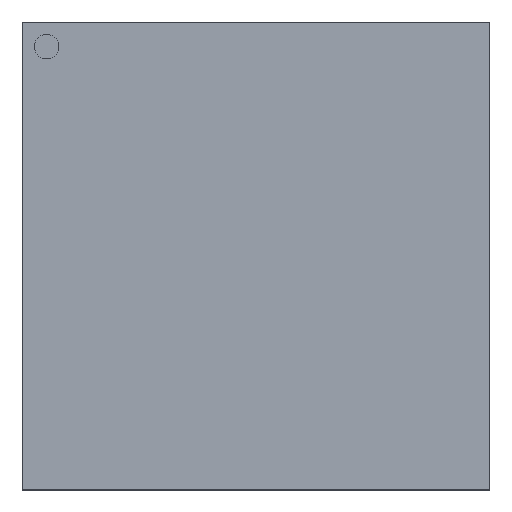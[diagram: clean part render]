
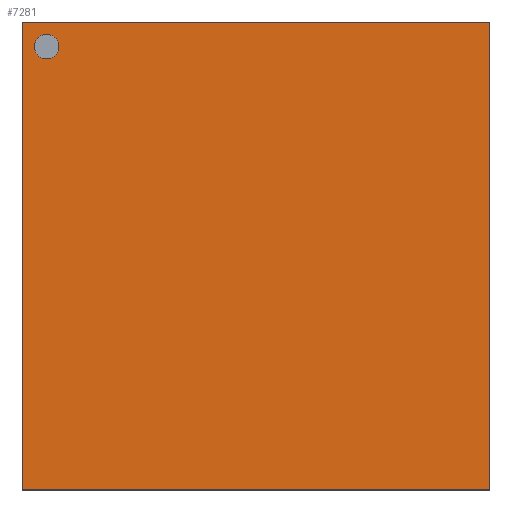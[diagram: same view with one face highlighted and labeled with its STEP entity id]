
A CAD part, top view. The second image highlights one B-rep face of the part: STEP entity #7281.
In plain terms, the highlighted planar face has unit normal (0, 0, 1).
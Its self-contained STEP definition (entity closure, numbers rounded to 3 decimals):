
#669=LINE($,#13843,#681);
#672=LINE($,#13849,#684);
#675=LINE($,#13855,#687);
#678=LINE($,#13859,#690);
#681=VECTOR($,#10559,19.);
#684=VECTOR($,#10564,19.);
#687=VECTOR($,#10569,19.);
#690=VECTOR($,#10574,19.);
#697=PLANE($,#8919);
#1349=FACE_BOUND($,#2667,.T.);
#1682=FACE_OUTER_BOUND($,#2666,.T.);
#2666=EDGE_LOOP($,(#5967,#5968,#5969,#5970));
#2667=EDGE_LOOP($,(#5971));
#3969=CIRCLE($,#8912,0.5);
#4621=VERTEX_POINT($,#13833);
#4624=VERTEX_POINT($,#13840);
#4625=VERTEX_POINT($,#13842);
#4627=VERTEX_POINT($,#13848);
#4629=VERTEX_POINT($,#13854);
#5281=EDGE_CURVE($,#4621,#4621,#3969,.T.);
#5284=EDGE_CURVE($,#4625,#4624,#669,.T.);
#5287=EDGE_CURVE($,#4627,#4625,#672,.T.);
#5290=EDGE_CURVE($,#4629,#4627,#675,.T.);
#5293=EDGE_CURVE($,#4624,#4629,#678,.T.);
#5967=ORIENTED_EDGE($,*,*,#5293,.T.);
#5968=ORIENTED_EDGE($,*,*,#5290,.T.);
#5969=ORIENTED_EDGE($,*,*,#5287,.T.);
#5970=ORIENTED_EDGE($,*,*,#5284,.T.);
#5971=ORIENTED_EDGE($,*,*,#5281,.T.);
#7281=ADVANCED_FACE($,(#1682,#1349),#697,.T.);
#8912=AXIS2_PLACEMENT_3D($,#13834,#10551,#10552);
#8919=AXIS2_PLACEMENT_3D($,#13861,#10577,#10578);
#10551=DIRECTION('center_axis',(0.,0.,-1.));
#10552=DIRECTION('ref_axis',(-1.,0.,0.));
#10559=DIRECTION($,(0.,1.,0.));
#10564=DIRECTION($,(1.,0.,0.));
#10569=DIRECTION($,(0.,-1.,0.));
#10574=DIRECTION($,(-1.,0.,0.));
#10577=DIRECTION('center_axis',(0.,0.,1.));
#10578=DIRECTION('ref_axis',(1.,0.,0.));
#13833=CARTESIAN_POINT('',(-8.,8.5,1.55));
#13834=CARTESIAN_POINT('Origin',(-8.5,8.5,1.55));
#13840=CARTESIAN_POINT('',(9.5,9.5,1.55));
#13842=CARTESIAN_POINT('',(9.5,-9.5,1.55));
#13843=CARTESIAN_POINT($,(9.5,9.5,1.55));
#13848=CARTESIAN_POINT('',(-9.5,-9.5,1.55));
#13849=CARTESIAN_POINT($,(9.5,-9.5,1.55));
#13854=CARTESIAN_POINT('',(-9.5,9.5,1.55));
#13855=CARTESIAN_POINT($,(-9.5,-9.5,1.55));
#13859=CARTESIAN_POINT($,(-9.5,9.5,1.55));
#13861=CARTESIAN_POINT('Origin',(0.,0.,1.55));
